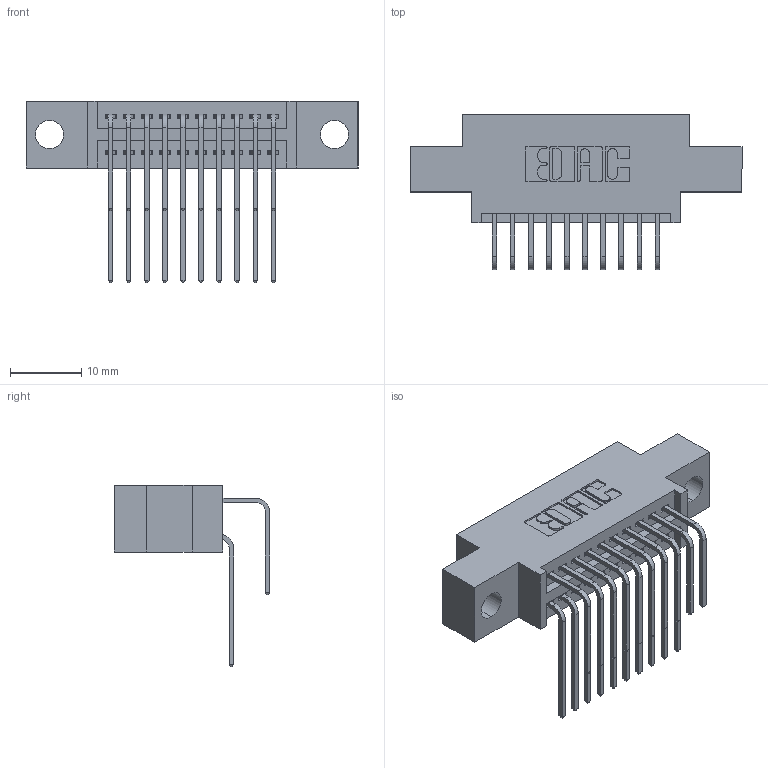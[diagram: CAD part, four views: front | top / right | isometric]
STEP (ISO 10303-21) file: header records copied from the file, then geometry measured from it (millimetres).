
FILE_DESCRIPTION (( 'STEP AP203' ), '1' );
FILE_NAME ('345-020-558-804.STEP', '2018-08-20T07:04:09', ( '' ), ( '' ), 'SwSTEP 2.0', 'SolidWorks 2016', '' );
FILE_SCHEMA (( 'CONFIG_CONTROL_DESIGN' ));
Length unit declared in the file: inch
Products named in the file (4): 345-292-001_558 559 Tail - 1; 345-292-001_558 Tail - 2; 345-020-558-804; 345 Part_0.170 Offset - 0.156 Dia-TH
Assembly tree (21 placements, depth 2):
  345-020-558-804
    345 Part_0.170 Offset - 0.156 Dia-TH
    345-292-001_558 559 Tail - 1  x10
    345-292-001_558 Tail - 2  x10
Bounding box: 46.61 x 21.83 x 25.53 mm (x, y, z)
Volume: 4144.7 mm3; surface area: 6008 mm2
Topology: 21 solids, 21 shells, 1170 faces, 3453 edges, 2274 vertices
Faces by surface type: plane 784, cylinder 386
Entity records: 13941 total; most frequent: CARTESIAN_POINT 2415, ORIENTED_EDGE 2298, DIRECTION 2141, EDGE_CURVE 1149, VECTOR 937, LINE 937, VERTEX_POINT 762, AXIS2_PLACEMENT_3D 602
